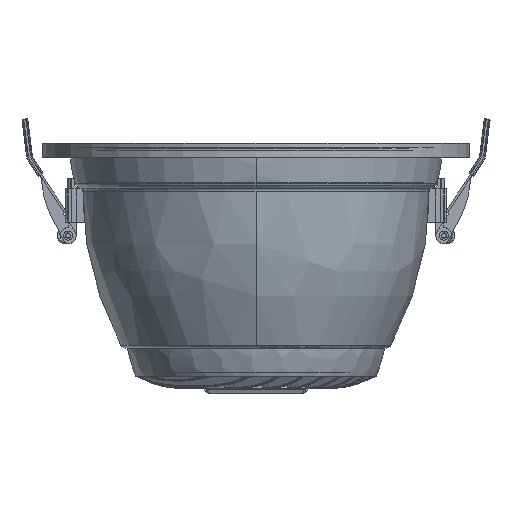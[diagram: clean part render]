
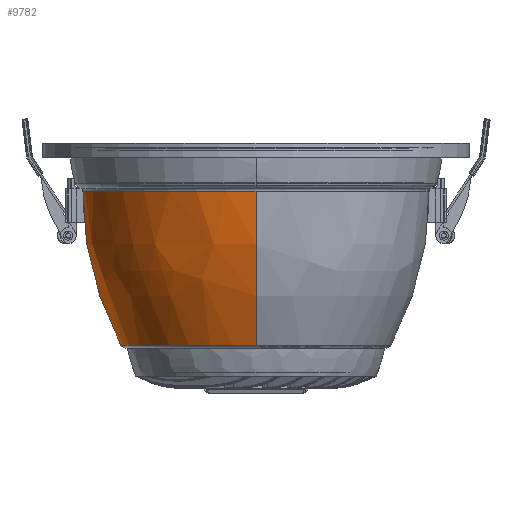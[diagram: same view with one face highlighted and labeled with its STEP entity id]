
A CAD part, left-side view. The second image highlights one B-rep face of the part: STEP entity #9782.
In plain terms, the highlighted free-form (B-spline) face has degree [3, 3] with [7, 4] control points.
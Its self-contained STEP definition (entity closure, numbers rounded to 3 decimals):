
#2178 = DIRECTION ( 'NONE',  ( 0., 1., 0. ) ) ;
#2739 = CARTESIAN_POINT ( 'NONE',  ( -35.839, -67.379, 11.453 ) ) ;
#2747 = AXIS2_PLACEMENT_3D ( 'NONE', #56095, #60902, #65080 ) ;
#3391 = CIRCLE ( 'NONE', #56078, 50.563 ) ;
#3404 = CARTESIAN_POINT ( 'NONE',  ( 4.081, 64.868, 11.453 ) ) ;
#3727 = CARTESIAN_POINT ( 'NONE',  ( -33.067, 62.169, 52.815 ) ) ;
#4065 = CARTESIAN_POINT ( 'NONE',  ( 3.765, 59.852, 52.815 ) ) ;
#6727 =( BOUNDED_SURFACE ( )  B_SPLINE_SURFACE ( 3, 3, ( 
 ( #3404, #35026, #4065, #49904 ),
 ( #29852, #50901, #3727, #56371 ),
 ( #55372, #66674, #25078, #40527 ),
 ( #13066, #61529, #9232, #23717 ),
 ( #30174, #46056, #39191, #60174 ),
 ( #2739, #8226, #34361, #44711 ),
 ( #60510, #51904, #47758, #20843 ) ),
 .UNSPECIFIED., .F., .F., .T. ) 
 B_SPLINE_SURFACE_WITH_KNOTS ( ( 4, 3, 4 ),
 ( 4, 4 ),
 ( 0., 1., 2. ),
 ( 0., 1. ),
 .UNSPECIFIED. ) 
 GEOMETRIC_REPRESENTATION_ITEM ( )  RATIONAL_B_SPLINE_SURFACE ( (
 ( 1.206, 1.181, 1.181, 1.206),
 ( 0.952, 0.933, 0.933, 0.952),
 ( 0.952, 0.933, 0.933, 0.952),
 ( 1.206, 1.181, 1.181, 1.206),
 ( 0.952, 0.933, 0.933, 0.952),
 ( 0.952, 0.933, 0.933, 0.952),
 ( 1.206, 1.181, 1.181, 1.206) ) ) 
 REPRESENTATION_ITEM ( '' )  SURFACE ( )  );
#8226 = CARTESIAN_POINT ( 'NONE',  ( -35.882, -67.46, 32.449 ) ) ;
#8435 = EDGE_CURVE ( 'NONE', #11449, #15262, #59204, .T. ) ;
#9232 = CARTESIAN_POINT ( 'NONE',  ( -59.97, 0., 52.815 ) ) ;
#9782 = ADVANCED_FACE ( 'NONE', ( #35358 ), #6727, .T. ) ;
#10026 = ORIENTED_EDGE ( 'NONE', *, *, #20364, .F. ) ;
#11449 = VERTEX_POINT ( 'NONE', #58480 ) ;
#12822 = CARTESIAN_POINT ( 'NONE',  ( 0., 0., 70.233 ) ) ;
#13066 = CARTESIAN_POINT ( 'NONE',  ( -64.996, 0., 11.453 ) ) ;
#15262 = VERTEX_POINT ( 'NONE', #38313 ) ;
#16408 = EDGE_LOOP ( 'NONE', ( #37060, #61157, #10026, #27103 ) ) ;
#16530 = CARTESIAN_POINT ( 'NONE',  ( 0.001, 64.995, 12.652 ) ) ;
#20364 = EDGE_CURVE ( 'NONE', #15262, #26973, #46981, .T. ) ;
#20843 = CARTESIAN_POINT ( 'NONE',  ( 3.139, -49.9, 71.291 ) ) ;
#23125 = DIRECTION ( 'NONE',  ( 0., 0., 1. ) ) ;
#23717 = CARTESIAN_POINT ( 'NONE',  ( -49.998, 0., 71.291 ) ) ;
#25078 = CARTESIAN_POINT ( 'NONE',  ( -59.97, 36.905, 52.815 ) ) ;
#26973 = VERTEX_POINT ( 'NONE', #16530 ) ;
#27103 = ORIENTED_EDGE ( 'NONE', *, *, #8435, .F. ) ;
#28519 = CARTESIAN_POINT ( 'NONE',  ( 0., 50.563, 70.233 ) ) ;
#29364 = AXIS2_PLACEMENT_3D ( 'NONE', #57417, #61547, #35739 ) ;
#29852 = CARTESIAN_POINT ( 'NONE',  ( -35.839, 67.379, 11.453 ) ) ;
#30174 = CARTESIAN_POINT ( 'NONE',  ( -64.996, -39.998, 11.453 ) ) ;
#32521 = EDGE_CURVE ( 'NONE', #60426, #11449, #3391, .T. ) ;
#33293 = CARTESIAN_POINT ( 'NONE',  ( 0.001, 60.003, 11.922 ) ) ;
#34361 = CARTESIAN_POINT ( 'NONE',  ( -33.067, -62.169, 52.815 ) ) ;
#35026 = CARTESIAN_POINT ( 'NONE',  ( 4.085, 64.946, 32.449 ) ) ;
#35358 = FACE_OUTER_BOUND ( 'NONE', #16408, .T. ) ;
#35739 = DIRECTION ( 'NONE',  ( 0., -1., 0. ) ) ;
#37060 = ORIENTED_EDGE ( 'NONE', *, *, #32521, .F. ) ;
#38313 = CARTESIAN_POINT ( 'NONE',  ( 0., -64.995, 12.652 ) ) ;
#39191 = CARTESIAN_POINT ( 'NONE',  ( -59.97, -36.905, 52.815 ) ) ;
#40527 = CARTESIAN_POINT ( 'NONE',  ( -49.998, 30.769, 71.291 ) ) ;
#44711 = CARTESIAN_POINT ( 'NONE',  ( -27.569, -51.831, 71.291 ) ) ;
#46056 = CARTESIAN_POINT ( 'NONE',  ( -65.075, -40.047, 32.449 ) ) ;
#46981 = CIRCLE ( 'NONE', #29364, 64.995 ) ;
#47758 = CARTESIAN_POINT ( 'NONE',  ( 3.765, -59.852, 52.815 ) ) ;
#47782 = CIRCLE ( 'NONE', #2747, 125. ) ;
#49904 = CARTESIAN_POINT ( 'NONE',  ( 3.139, 49.9, 71.291 ) ) ;
#50901 = CARTESIAN_POINT ( 'NONE',  ( -35.882, 67.46, 32.449 ) ) ;
#51904 = CARTESIAN_POINT ( 'NONE',  ( 4.085, -64.946, 32.449 ) ) ;
#54291 = DIRECTION ( 'NONE',  ( 1., 0., 0. ) ) ;
#55314 = DIRECTION ( 'NONE',  ( 0., -0.885, 0.466 ) ) ;
#55372 = CARTESIAN_POINT ( 'NONE',  ( -64.996, 39.998, 11.453 ) ) ;
#56078 = AXIS2_PLACEMENT_3D ( 'NONE', #12822, #23125, #2178 ) ;
#56095 = CARTESIAN_POINT ( 'NONE',  ( -0.001, -60.003, 11.922 ) ) ;
#56371 = CARTESIAN_POINT ( 'NONE',  ( -27.569, 51.831, 71.291 ) ) ;
#57417 = CARTESIAN_POINT ( 'NONE',  ( 0., 0., 12.652 ) ) ;
#58480 = CARTESIAN_POINT ( 'NONE',  ( 0., -50.563, 70.233 ) ) ;
#59204 = CIRCLE ( 'NONE', #61379, 125. ) ;
#60174 = CARTESIAN_POINT ( 'NONE',  ( -49.998, -30.769, 71.291 ) ) ;
#60426 = VERTEX_POINT ( 'NONE', #28519 ) ;
#60510 = CARTESIAN_POINT ( 'NONE',  ( 4.081, -64.868, 11.453 ) ) ;
#60902 = DIRECTION ( 'NONE',  ( -1., 0., 0. ) ) ;
#61157 = ORIENTED_EDGE ( 'NONE', *, *, #62825, .T. ) ;
#61379 = AXIS2_PLACEMENT_3D ( 'NONE', #33293, #54291, #55314 ) ;
#61529 = CARTESIAN_POINT ( 'NONE',  ( -65.075, 0., 32.449 ) ) ;
#61547 = DIRECTION ( 'NONE',  ( 0., 0., -1. ) ) ;
#62825 = EDGE_CURVE ( 'NONE', #60426, #26973, #47782, .T. ) ;
#65080 = DIRECTION ( 'NONE',  ( 0., 0.885, 0.466 ) ) ;
#66674 = CARTESIAN_POINT ( 'NONE',  ( -65.075, 40.047, 32.449 ) ) ;
